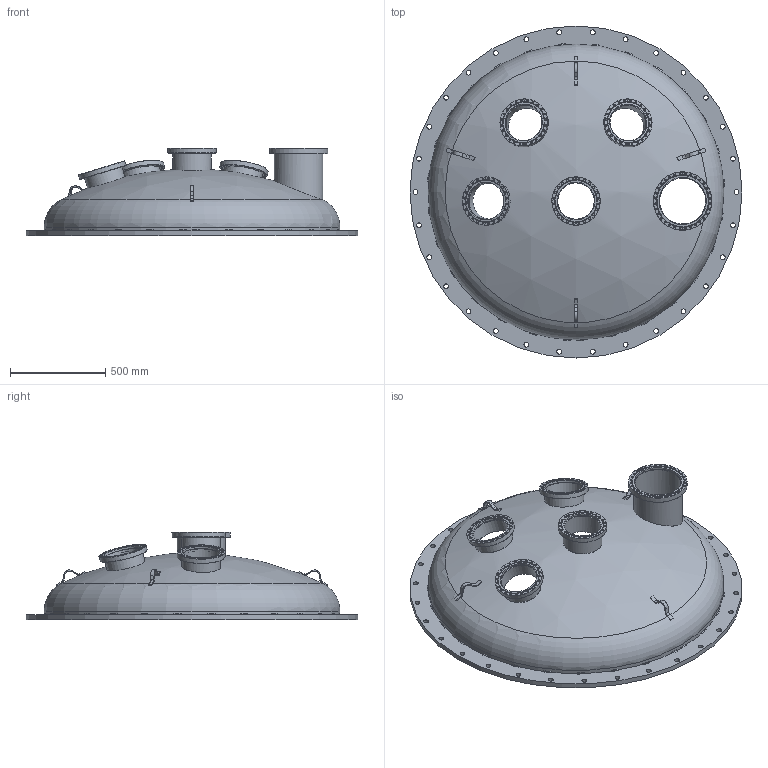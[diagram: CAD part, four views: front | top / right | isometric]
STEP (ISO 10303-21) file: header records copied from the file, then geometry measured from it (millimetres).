
FILE_DESCRIPTION (( 'STEP AP214' ), '1' );
FILE_NAME ('D1900118-v6 A+, BSC3, 60.5in DOOR (TYPE II).STEP', '2020-01-10T00:53:44', ( '' ), ( '' ), 'SwSTEP 2.0', 'SolidWorks 2019', '' );
FILE_SCHEMA (( 'AUTOMOTIVE_DESIGN' ));
Length unit declared in the file: inch
Products named in the file (1): D1900118-v6 A+, BSC3, 60.5in DOOR (TYPE II)
Bounding box: 1739.9 x 1739.9 x 457.2 mm (x, y, z)
Volume: 31932882.7 mm3; surface area: 7385038.9 mm2
Topology: 40 solids, 40 shells, 831 faces, 2182 edges, 1445 vertices
Faces by surface type: cone 312, cylinder 283, plane 225, sphere 7, torus 4
Full cylindrical faces by diameter (mm): 8.433 x128, 25.4 x30, 190.5 x4, 198.425 x4, 203.2 x4, 203.708 x6, 204.216 x2, 216.916 x4, 222.25 x4, 241.3 x1, 247.65 x1, 253.238 x4, 254 x1, 254.508 x1, 254.61 x1, 268.732 x1, 274.32 x1, 305.994 x1, 1536.7 x2, 1549.4 x1, 1550.924 x1, 1739.9 x1
Entity records: 25519 total; most frequent: CARTESIAN_POINT 5739, DIRECTION 3932, ORIENTED_EDGE 2870, AXIS2_PLACEMENT_3D 1708, EDGE_LOOP 1665, EDGE_CURVE 1435, VERTEX_POINT 1178, FACE_OUTER_BOUND 1043
